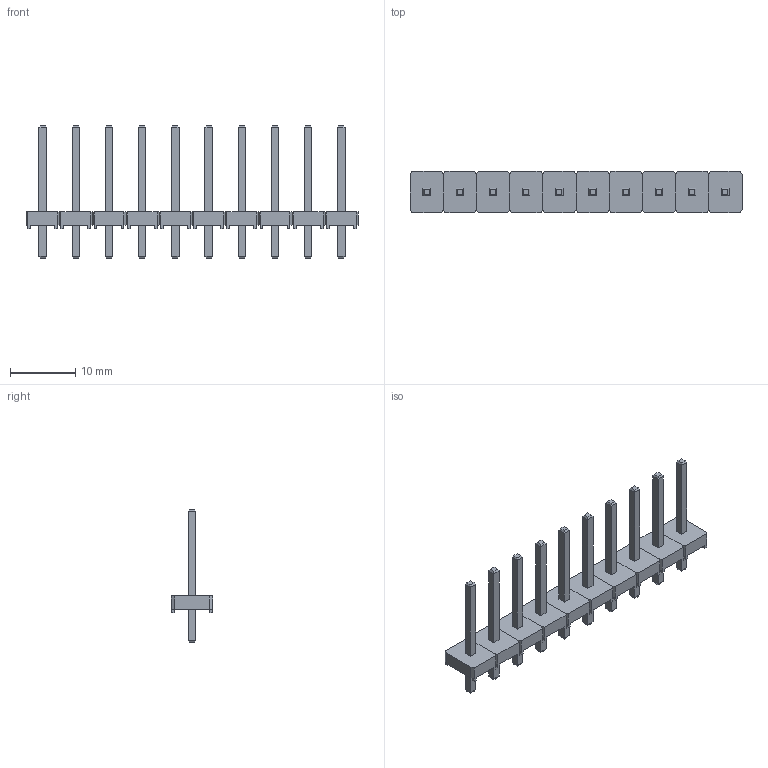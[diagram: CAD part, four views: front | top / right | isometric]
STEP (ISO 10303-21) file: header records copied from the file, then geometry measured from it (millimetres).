
FILE_DESCRIPTION(/* description */ (''),/* implementation_level */ '2;1');
FILE_NAME(/* name */ 'SAMTEC_HPM-10-02-T-S.stp',/* time_stamp */ '2015-08-25T17:05:38+02:00',/* author */ ('bcivel'),/* organization */ ('SAMTEC'),/* preprocessor_version */ 'ST-DEVELOPER v15.5',/* originating_system */ 'AutoCAD Mechanical',/* authorisation */ '');
FILE_SCHEMA (('AUTOMOTIVE_DESIGN { 1 0 10303 214 3 1 1 }'));
Length unit declared in the file: inch
Products named in the file (1): Product
Bounding box: 50.8 x 6.35 x 20.32 mm (x, y, z)
Volume: 888.9 mm3; surface area: 1995.3 mm2
Topology: 30 solids, 30 shells, 460 faces, 1100 edges, 700 vertices
Faces by surface type: plane 460
Entity records: 12916 total; most frequent: CARTESIAN_POINT 2261, ORIENTED_EDGE 2200, DIRECTION 2022, LINE 1100, VECTOR 1100, EDGE_CURVE 1100, VERTEX_POINT 700, AXIS2_PLACEMENT_3D 461
